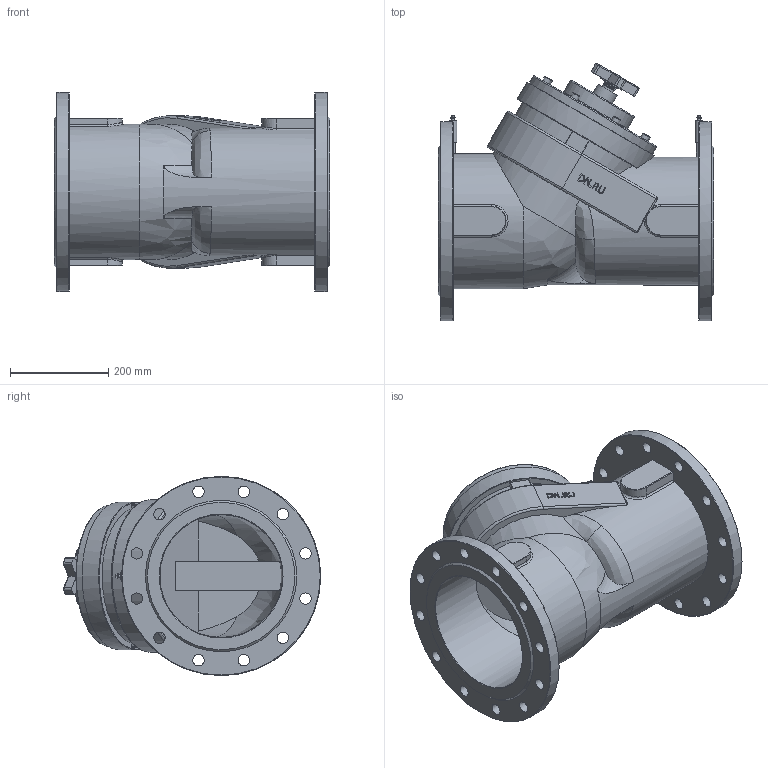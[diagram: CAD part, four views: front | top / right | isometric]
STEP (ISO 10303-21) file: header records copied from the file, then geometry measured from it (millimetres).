
FILE_DESCRIPTION(/* description */ (''),/* implementation_level */ '2;1');
FILE_NAME(/* name */ 'DN250_3D_STEP.stp',/* time_stamp */ '2024-03-03T23:04:31+03:00',/* author */ ('igorr'),/* organization */ (''),/* preprocessor_version */ 'ST-DEVELOPER v19.2',/* originating_system */ 'Autodesk Inventor 2023',/* authorisation */ '');
FILE_SCHEMA (('AUTOMOTIVE_DESIGN { 1 0 10303 214 3 1 1 }'));
Length unit declared in the file: millimetre
Products named in the file (4): Сборка; Деталь1; Деталь2; AS 1420 - 1973 - M10 x 16
Assembly tree (10 placements, depth 2):
  Сборка
    Деталь1
    Деталь2
    AS 1420 - 1973 - M10 x 16  x8
Bounding box: 560 x 523.55 x 405 mm (x, y, z)
Volume: 22429934.5 mm3; surface area: 1766674.4 mm2
Topology: 10 solids, 12 shells, 1780 faces, 4481 edges, 2760 vertices
Faces by surface type: plane 1258, cylinder 370, bspline 69, torus 53, cone 27, sphere 3
Full cylindrical faces by diameter (mm): 6 x2, 7.5 x2, 8.348 x2, 10 x8, 12 x8, 15 x2, 16 x8, 23 x24, 25 x1, 27 x2, 45 x1, 50 x1, 100 x1, 150 x1, 250 x2, 275 x1, 290 x1, 300 x1, 405 x2
Entity records: 53615 total; most frequent: CARTESIAN_POINT 11771, ORIENTED_EDGE 8448, DIRECTION 8323, EDGE_CURVE 4224, AXIS2_PLACEMENT_3D 2857, LINE 2609, VECTOR 2609, VERTEX_POINT 2592
